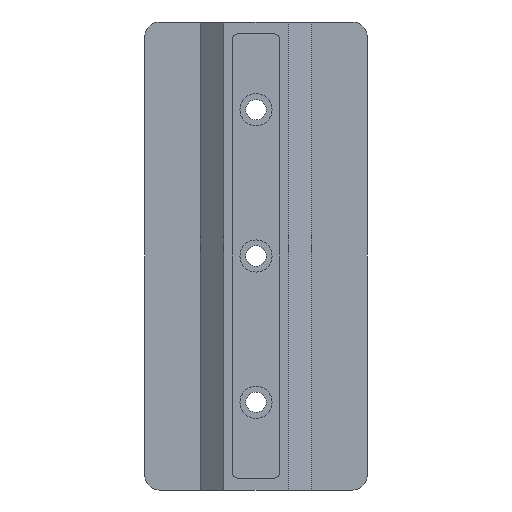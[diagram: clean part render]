
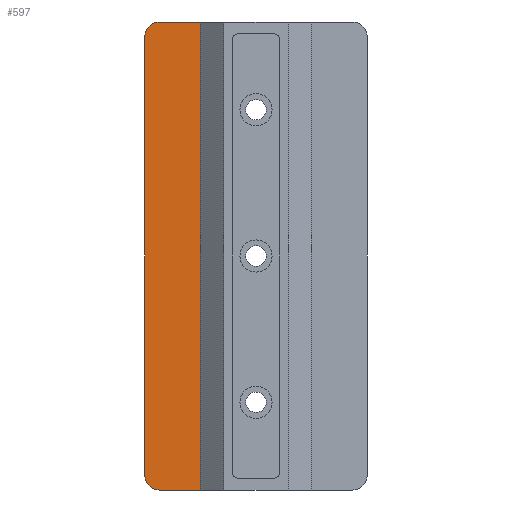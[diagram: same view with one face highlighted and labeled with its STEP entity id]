
A CAD part, left-side view. The second image highlights one B-rep face of the part: STEP entity #597.
In plain terms, the highlighted planar face has unit normal (-1, 0, 0).
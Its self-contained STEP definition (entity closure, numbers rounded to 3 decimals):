
#10 = DIRECTION ( 'NONE',  ( -1., 0., 0. ) ) ;
#33 = CARTESIAN_POINT ( 'NONE',  ( -2.5, 16.5, -37.5 ) ) ;
#76 = LINE ( 'NONE', #1475, #231 ) ;
#96 = ORIENTED_EDGE ( 'NONE', *, *, #986, .F. ) ;
#155 = EDGE_CURVE ( 'NONE', #1909, #1230, #76, .T. ) ;
#158 = CARTESIAN_POINT ( 'NONE',  ( -2.5, 19., 37.5 ) ) ;
#162 = AXIS2_PLACEMENT_3D ( 'NONE', #1718, #833, #1054 ) ;
#187 = FACE_OUTER_BOUND ( 'NONE', #1670, .T. ) ;
#221 = DIRECTION ( 'NONE',  ( 1., 0., 0. ) ) ;
#231 = VECTOR ( 'NONE', #1487, 1000. ) ;
#266 = EDGE_CURVE ( 'NONE', #482, #1909, #862, .T. ) ;
#283 = CARTESIAN_POINT ( 'NONE',  ( -2.5, 19., 40. ) ) ;
#331 = ORIENTED_EDGE ( 'NONE', *, *, #266, .T. ) ;
#380 = DIRECTION ( 'NONE',  ( 0., 1., 0. ) ) ;
#482 = VERTEX_POINT ( 'NONE', #1776 ) ;
#489 = CARTESIAN_POINT ( 'NONE',  ( -2.5, 16.5, -40. ) ) ;
#525 = PLANE ( 'NONE',  #1238 ) ;
#555 = CARTESIAN_POINT ( 'NONE',  ( -2.5, 19., -37.5 ) ) ;
#597 = ADVANCED_FACE ( 'NONE', ( #187 ), #525, .F. ) ;
#622 = VECTOR ( 'NONE', #1352, 1000. ) ;
#702 = CARTESIAN_POINT ( 'NONE',  ( -2.5, 19., 40. ) ) ;
#833 = DIRECTION ( 'NONE',  ( -1., 0., 0. ) ) ;
#859 = VECTOR ( 'NONE', #1738, 1000. ) ;
#862 = CIRCLE ( 'NONE', #162, 2.5 ) ;
#972 = ORIENTED_EDGE ( 'NONE', *, *, #2096, .F. ) ;
#986 = EDGE_CURVE ( 'NONE', #1320, #1708, #1763, .T. ) ;
#988 = VERTEX_POINT ( 'NONE', #489 ) ;
#1054 = DIRECTION ( 'NONE',  ( 0., 1., 0. ) ) ;
#1107 = CIRCLE ( 'NONE', #2150, 2.5 ) ;
#1186 = CARTESIAN_POINT ( 'NONE',  ( -2.5, 5., 40. ) ) ;
#1188 = LINE ( 'NONE', #283, #622 ) ;
#1230 = VERTEX_POINT ( 'NONE', #555 ) ;
#1232 = EDGE_CURVE ( 'NONE', #988, #1708, #1264, .T. ) ;
#1238 = AXIS2_PLACEMENT_3D ( 'NONE', #702, #221, #380 ) ;
#1264 = LINE ( 'NONE', #2157, #2091 ) ;
#1320 = VERTEX_POINT ( 'NONE', #1531 ) ;
#1352 = DIRECTION ( 'NONE',  ( 0., -1., 0. ) ) ;
#1423 = DIRECTION ( 'NONE',  ( 0., 1., 0. ) ) ;
#1433 = ORIENTED_EDGE ( 'NONE', *, *, #155, .T. ) ;
#1475 = CARTESIAN_POINT ( 'NONE',  ( -2.5, 19., 40. ) ) ;
#1487 = DIRECTION ( 'NONE',  ( 0., 0., -1. ) ) ;
#1531 = CARTESIAN_POINT ( 'NONE',  ( -2.5, 5., 40. ) ) ;
#1571 = EDGE_CURVE ( 'NONE', #1230, #988, #1107, .T. ) ;
#1670 = EDGE_LOOP ( 'NONE', ( #972, #331, #1433, #1671, #1733, #96 ) ) ;
#1671 = ORIENTED_EDGE ( 'NONE', *, *, #1571, .T. ) ;
#1708 = VERTEX_POINT ( 'NONE', #1995 ) ;
#1718 = CARTESIAN_POINT ( 'NONE',  ( -2.5, 16.5, 37.5 ) ) ;
#1733 = ORIENTED_EDGE ( 'NONE', *, *, #1232, .T. ) ;
#1738 = DIRECTION ( 'NONE',  ( 0., 0., -1. ) ) ;
#1763 = LINE ( 'NONE', #1186, #859 ) ;
#1776 = CARTESIAN_POINT ( 'NONE',  ( -2.5, 16.5, 40. ) ) ;
#1909 = VERTEX_POINT ( 'NONE', #158 ) ;
#1990 = DIRECTION ( 'NONE',  ( 0., -1., 0. ) ) ;
#1995 = CARTESIAN_POINT ( 'NONE',  ( -2.5, 5., -40. ) ) ;
#2091 = VECTOR ( 'NONE', #1990, 1000. ) ;
#2096 = EDGE_CURVE ( 'NONE', #482, #1320, #1188, .T. ) ;
#2150 = AXIS2_PLACEMENT_3D ( 'NONE', #33, #10, #1423 ) ;
#2157 = CARTESIAN_POINT ( 'NONE',  ( -2.5, 19., -40. ) ) ;
